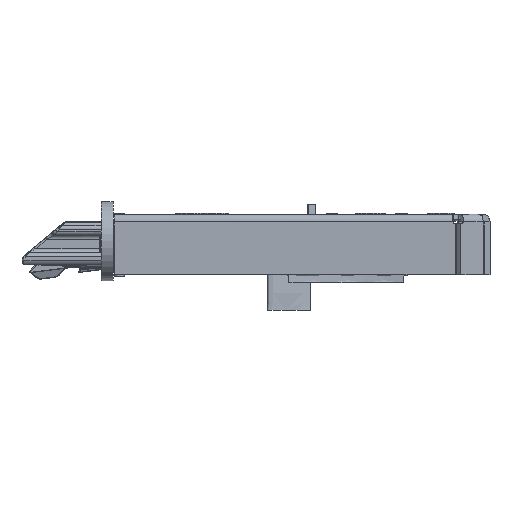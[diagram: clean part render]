
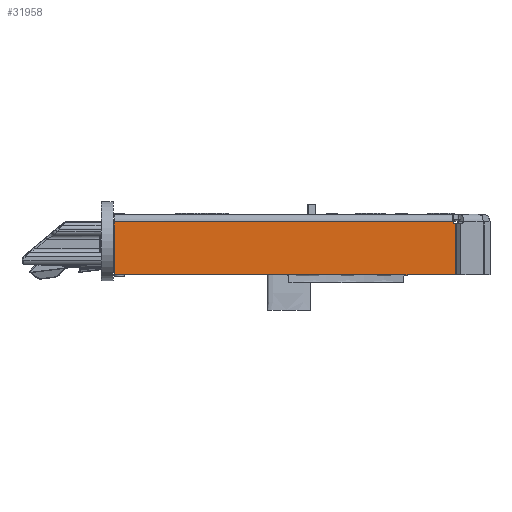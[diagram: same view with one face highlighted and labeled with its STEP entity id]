
A CAD part, front view. The second image highlights one B-rep face of the part: STEP entity #31958.
In plain terms, the highlighted planar face has unit normal (0, -1, 0).
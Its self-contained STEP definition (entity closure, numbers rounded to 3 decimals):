
#26032=DIRECTION('',(1.,0.,0.));
#26033=VECTOR('',#26032,85.368);
#26034=CARTESIAN_POINT('',(-61.8,-101.9,-0.5));
#26035=LINE('',#26034,#26033);
#26062=CARTESIAN_POINT('',(24.623,-101.9,0.171));
#26063=DIRECTION('',(0.,1.,0.));
#26064=DIRECTION('',(-0.419,0.,-0.908));
#26065=AXIS2_PLACEMENT_3D('',#26062,#26063,#26064);
#26070=DIRECTION('',(0.,0.,1.));
#26071=VECTOR('',#26070,12.8);
#26072=CARTESIAN_POINT('',(24.1,-101.9,-13.765));
#26073=LINE('',#26072,#26071);
#26077=DIRECTION('',(1.,0.,0.));
#26078=VECTOR('',#26077,85.9);
#26079=CARTESIAN_POINT('',(-61.8,-101.9,-13.765));
#26080=LINE('',#26079,#26078);
#26084=DIRECTION('',(0.,0.,-1.));
#26085=VECTOR('',#26084,13.265);
#26086=CARTESIAN_POINT('',(-61.8,-101.9,-0.5));
#26087=LINE('',#26086,#26085);
#31065=CARTESIAN_POINT('',(-61.8,-101.9,-13.765));
#31067=VERTEX_POINT('',#31065);
#31229=CARTESIAN_POINT('',(24.1,-101.9,-13.765));
#31230=VERTEX_POINT('',#31229);
#31255=CARTESIAN_POINT('',(24.1,-101.9,-0.965));
#31256=VERTEX_POINT('',#31255);
#31355=CARTESIAN_POINT('',(-61.8,-101.9,-0.5));
#31356=VERTEX_POINT('',#31355);
#31359=CARTESIAN_POINT('',(23.568,-101.9,-0.5));
#31360=VERTEX_POINT('',#31359);
#31943=CARTESIAN_POINT('',(0.,-101.9,100.935));
#31944=DIRECTION('',(0.,-1.,0.));
#31945=DIRECTION('',(1.,0.,0.));
#31946=AXIS2_PLACEMENT_3D('',#31943,#31944,#31945);
#31947=PLANE('',#31946);
#31948=ORIENTED_EDGE('',*,*,#31933,.T.);
#31949=ORIENTED_EDGE('',*,*,#31876,.F.);
#31951=ORIENTED_EDGE('',*,*,#31950,.F.);
#31953=ORIENTED_EDGE('',*,*,#31952,.F.);
#31955=ORIENTED_EDGE('',*,*,#31954,.F.);
#31956=EDGE_LOOP('',(#31948,#31949,#31951,#31953,#31955));
#31957=FACE_OUTER_BOUND('',#31956,.F.);
#26066=CIRCLE('',#26065,1.25);
#31876=EDGE_CURVE('',#31256,#31360,#26066,.T.);
#31933=EDGE_CURVE('',#31356,#31360,#26035,.T.);
#31950=EDGE_CURVE('',#31230,#31256,#26073,.T.);
#31952=EDGE_CURVE('',#31067,#31230,#26080,.T.);
#31954=EDGE_CURVE('',#31356,#31067,#26087,.T.);
#31958=ADVANCED_FACE('',(#31957),#31947,.T.);
